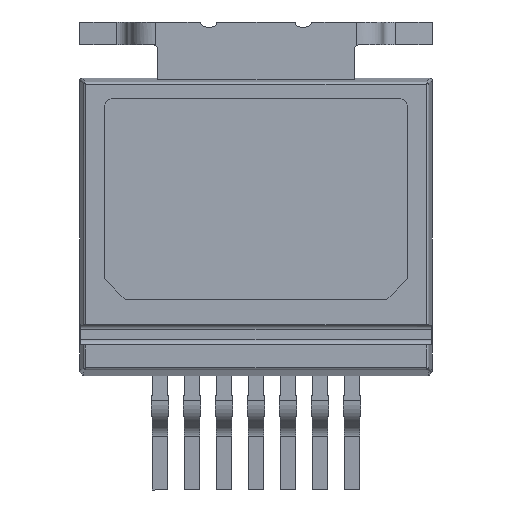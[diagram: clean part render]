
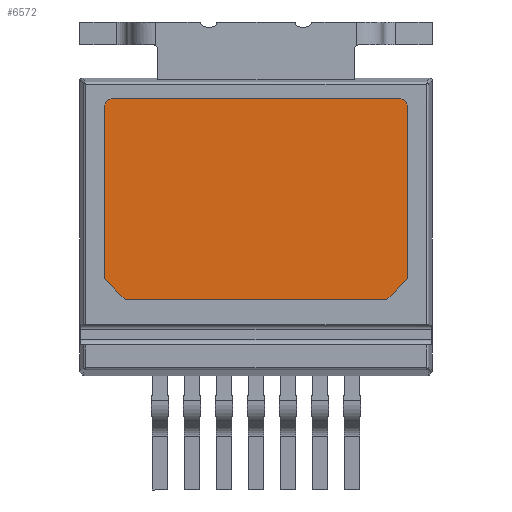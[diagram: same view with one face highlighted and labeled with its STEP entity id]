
A CAD part, left-side view. The second image highlights one B-rep face of the part: STEP entity #6572.
In plain terms, the highlighted planar face has unit normal (-1, 0, 0).
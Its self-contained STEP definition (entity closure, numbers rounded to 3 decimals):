
#315=CIRCLE('',#8641,0.3);
#316=CIRCLE('',#8643,0.3);
#1411=ORIENTED_EDGE('',*,*,#2895,.T.);
#1412=ORIENTED_EDGE('',*,*,#2794,.T.);
#1413=ORIENTED_EDGE('',*,*,#2897,.T.);
#1414=ORIENTED_EDGE('',*,*,#2898,.T.);
#1415=ORIENTED_EDGE('',*,*,#2887,.T.);
#1416=ORIENTED_EDGE('',*,*,#2890,.T.);
#1417=ORIENTED_EDGE('',*,*,#2892,.T.);
#1418=ORIENTED_EDGE('',*,*,#2894,.T.);
#2794=EDGE_CURVE('',#3645,#3644,#4317,.T.);
#2887=EDGE_CURVE('',#3700,#3699,#4382,.T.);
#2890=EDGE_CURVE('',#3699,#3701,#4385,.T.);
#2892=EDGE_CURVE('',#3701,#3702,#4387,.T.);
#2894=EDGE_CURVE('',#3702,#3703,#4389,.T.);
#2895=EDGE_CURVE('',#3703,#3645,#315,.T.);
#2897=EDGE_CURVE('',#3644,#3704,#316,.T.);
#2898=EDGE_CURVE('',#3704,#3700,#4391,.T.);
#3644=VERTEX_POINT('',#11690);
#3645=VERTEX_POINT('',#11692);
#3699=VERTEX_POINT('',#11886);
#3700=VERTEX_POINT('',#11888);
#3701=VERTEX_POINT('',#11892);
#3702=VERTEX_POINT('',#11896);
#3703=VERTEX_POINT('',#11900);
#3704=VERTEX_POINT('',#11906);
#4317=LINE('',#11691,#5039);
#4382=LINE('',#11887,#5104);
#4385=LINE('',#11893,#5107);
#4387=LINE('',#11897,#5109);
#4389=LINE('',#11901,#5111);
#4391=LINE('',#11909,#5113);
#5039=VECTOR('',#9686,1000.);
#5104=VECTOR('',#9871,1000.);
#5107=VECTOR('',#9876,1000.);
#5109=VECTOR('',#9880,1000.);
#5111=VECTOR('',#9884,1000.);
#5113=VECTOR('',#9896,1000.);
#5631=EDGE_LOOP('',(#1411,#1412,#1413,#1414,#1415,#1416,#1417,#1418));
#5991=FACE_BOUND('',#5631,.T.);
#6286=PLANE('',#8645);
#6572=ADVANCED_FACE('',(#5991),#6286,.T.);
#8641=AXIS2_PLACEMENT_3D('',#11903,#9887,#9888);
#8643=AXIS2_PLACEMENT_3D('',#11907,#9892,#9893);
#8645=AXIS2_PLACEMENT_3D('',#11910,#9897,#9898);
#9686=DIRECTION('',(0.,1.,0.));
#9871=DIRECTION('',(0.,-0.707,-0.707));
#9876=DIRECTION('',(0.,-1.,0.));
#9880=DIRECTION('',(0.,-0.707,0.707));
#9884=DIRECTION('',(0.,0.,1.));
#9887=DIRECTION('',(-1.,0.,0.));
#9888=DIRECTION('',(0.,-1.,0.));
#9892=DIRECTION('',(-1.,0.,0.));
#9893=DIRECTION('',(0.,-1.,0.));
#9896=DIRECTION('',(0.,0.,-1.));
#9897=DIRECTION('',(-1.,0.,0.));
#9898=DIRECTION('',(0.,-1.,0.));
#11690=CARTESIAN_POINT('',(-0.77,5.7,2.45));
#11691=CARTESIAN_POINT('',(-0.77,-5.7,2.45));
#11692=CARTESIAN_POINT('',(-0.77,-5.7,2.45));
#11886=CARTESIAN_POINT('',(-0.77,5.2,-5.5));
#11887=CARTESIAN_POINT('',(-0.77,6.,-4.7));
#11888=CARTESIAN_POINT('',(-0.77,6.,-4.7));
#11892=CARTESIAN_POINT('',(-0.77,-5.2,-5.5));
#11893=CARTESIAN_POINT('',(-0.77,5.2,-5.5));
#11896=CARTESIAN_POINT('',(-0.77,-6.,-4.7));
#11897=CARTESIAN_POINT('',(-0.77,-5.2,-5.5));
#11900=CARTESIAN_POINT('',(-0.77,-6.,2.15));
#11901=CARTESIAN_POINT('',(-0.77,-6.,-4.7));
#11903=CARTESIAN_POINT('',(-0.77,-5.7,2.15));
#11906=CARTESIAN_POINT('',(-0.77,6.,2.15));
#11907=CARTESIAN_POINT('',(-0.77,5.7,2.15));
#11909=CARTESIAN_POINT('',(-0.77,6.,2.15));
#11910=CARTESIAN_POINT('',(-0.77,-5.7,2.15));
